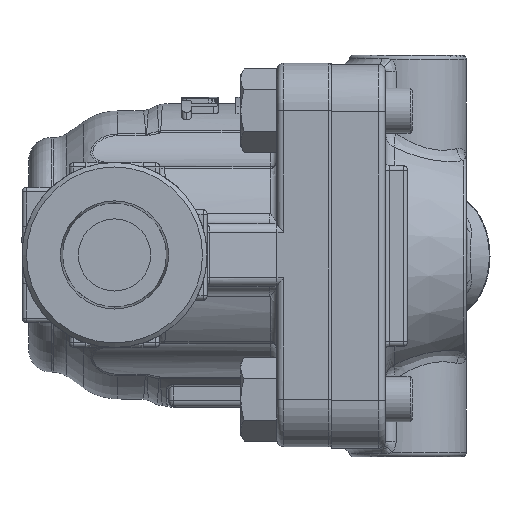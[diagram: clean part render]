
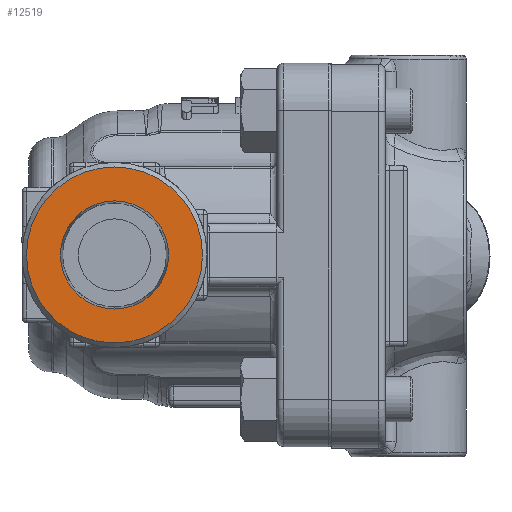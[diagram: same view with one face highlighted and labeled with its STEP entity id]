
A CAD part, left-side view. The second image highlights one B-rep face of the part: STEP entity #12519.
In plain terms, the highlighted planar face has unit normal (-1, 0, 0).
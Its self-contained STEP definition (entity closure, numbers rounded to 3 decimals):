
#495=FACE_BOUND('',#2045,.T.);
#1218=FACE_OUTER_BOUND('',#2044,.T.);
#2044=EDGE_LOOP('',(#8315));
#2045=EDGE_LOOP('',(#8316));
#2894=CIRCLE('',#13378,11.987);
#2914=CIRCLE('',#13407,19.5);
#5057=VERTEX_POINT('',#18411);
#5080=VERTEX_POINT('',#18473);
#6269=EDGE_CURVE('',#5057,#5057,#2894,.T.);
#6299=EDGE_CURVE('',#5080,#5080,#2914,.T.);
#8315=ORIENTED_EDGE('',*,*,#6299,.F.);
#8316=ORIENTED_EDGE('',*,*,#6269,.T.);
#12245=PLANE('',#13406);
#12519=ADVANCED_FACE('',(#1218,#495),#12245,.T.);
#13378=AXIS2_PLACEMENT_3D('',#18412,#14826,#14827);
#13406=AXIS2_PLACEMENT_3D('',#18472,#14892,#14893);
#13407=AXIS2_PLACEMENT_3D('',#18474,#14894,#14895);
#14826=DIRECTION('center_axis',(1.,0.,0.));
#14827=DIRECTION('ref_axis',(0.,0.,1.));
#14892=DIRECTION('center_axis',(-1.,0.,0.));
#14893=DIRECTION('ref_axis',(0.,0.,1.));
#14894=DIRECTION('center_axis',(1.,0.,0.));
#14895=DIRECTION('ref_axis',(0.,0.,-1.));
#18411=CARTESIAN_POINT('',(-68.364,20.334,-11.956));
#18412=CARTESIAN_POINT('Origin',(-68.364,20.334,0.031));
#18472=CARTESIAN_POINT('Origin',(-68.364,20.334,0.031));
#18473=CARTESIAN_POINT('',(-68.364,20.334,19.531));
#18474=CARTESIAN_POINT('Origin',(-68.364,20.334,0.031));
